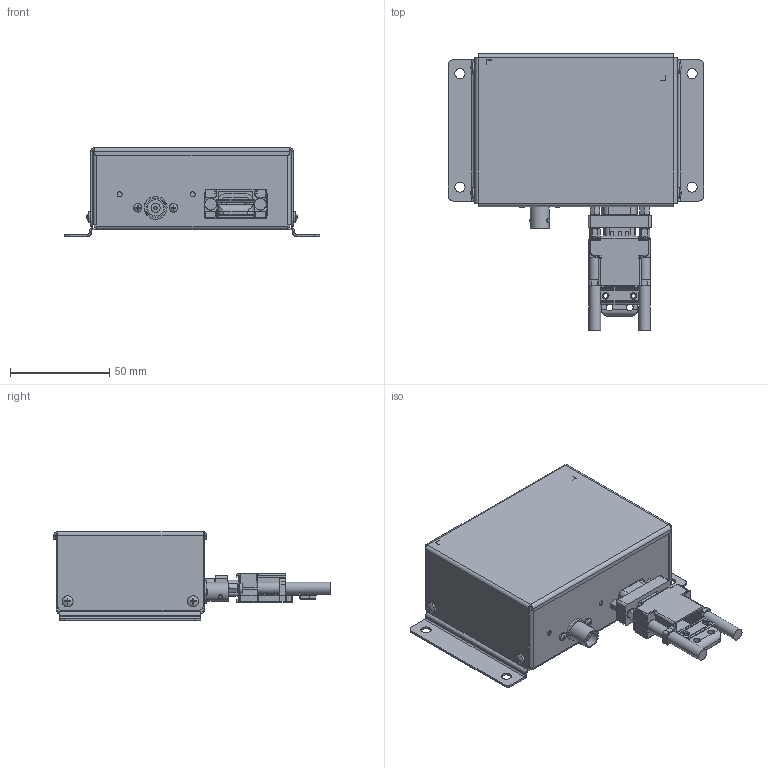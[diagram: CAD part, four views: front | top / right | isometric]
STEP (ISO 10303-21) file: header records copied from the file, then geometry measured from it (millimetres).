
FILE_DESCRIPTION (( 'STEP AP203' ), '1' );
FILE_NAME ('GPS 20x_rev1.STEP', '2017-08-30T19:00:30', ( 'Garmin' ), ( 'Garmin' ), 'SwSTEP 2.0', 'SolidWorks 2016', '' );
FILE_SCHEMA (( 'CONFIG_CONTROL_DESIGN' ));
Length unit declared in the file: inch
Products named in the file (1): GPS 20x_rev1
Bounding box: 128.63 x 139 x 44.68 mm (x, y, z)
Volume: 325352.6 mm3; surface area: 59709.4 mm2
Topology: 2 solids, 10 shells, 977 faces, 2469 edges, 1563 vertices
Faces by surface type: plane 570, cylinder 308, bspline 46, cone 31, sphere 22
Full cylindrical faces by diameter (mm): 0.991 x18, 1.397 x1, 2.032 x2, 2.261 x8, 2.54 x2, 2.845 x10, 3.05 x2, 3.124 x2, 3.264 x2, 3.302 x2, 3.454 x2, 3.81 x4, 3.937 x4, 4.242 x2, 4.572 x1, 4.877 x4, 5.105 x4, 5.41 x4, 5.563 x4, 5.944 x4, 8.255 x1, 9.576 x1, 11.3 x1, 11.557 x1
Entity records: 30646 total; most frequent: CARTESIAN_POINT 8197, ORIENTED_EDGE 4588, DIRECTION 4516, EDGE_CURVE 2294, AXIS2_PLACEMENT_3D 1537, VERTEX_POINT 1498, VECTOR 1442, LINE 1442
